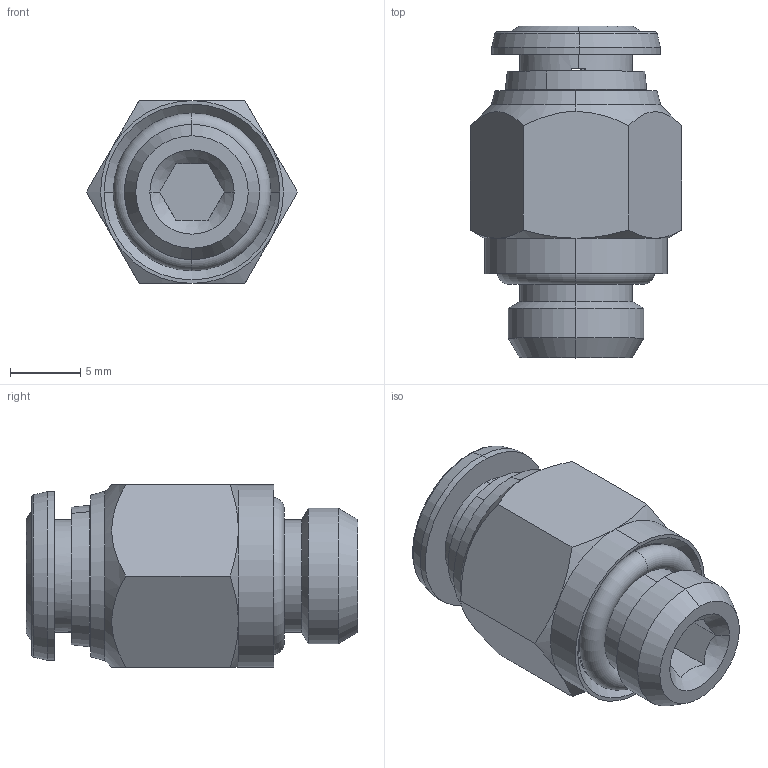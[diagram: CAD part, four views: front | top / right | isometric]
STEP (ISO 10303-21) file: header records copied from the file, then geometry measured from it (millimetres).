
FILE_DESCRIPTION (( 'STEP AP214' ), '1' );
FILE_NAME ('6002000003.step', '2012-10-16T16:30:59', ( '' ), ( '' ), 'SwSTEP 2.0', 'SolidWorks 2012', '' );
FILE_SCHEMA (( 'AUTOMOTIVE_DESIGN' ));
Length unit declared in the file: millimetre
Products named in the file (1): 6002000003
Bounding box: 15.01 x 23.6 x 13 mm (x, y, z)
Volume: 2357.9 mm3; surface area: 1549.9 mm2
Topology: 1 solids, 1 shells, 79 faces, 182 edges, 110 vertices
Faces by surface type: cone 30, plane 27, cylinder 14, torus 8
Entity records: 3289 total; most frequent: CARTESIAN_POINT 574, DIRECTION 400, ORIENTED_EDGE 364, EDGE_CURVE 182, AXIS2_PLACEMENT_3D 164, VERTEX_POINT 110, EDGE_LOOP 88, CIRCLE 84
